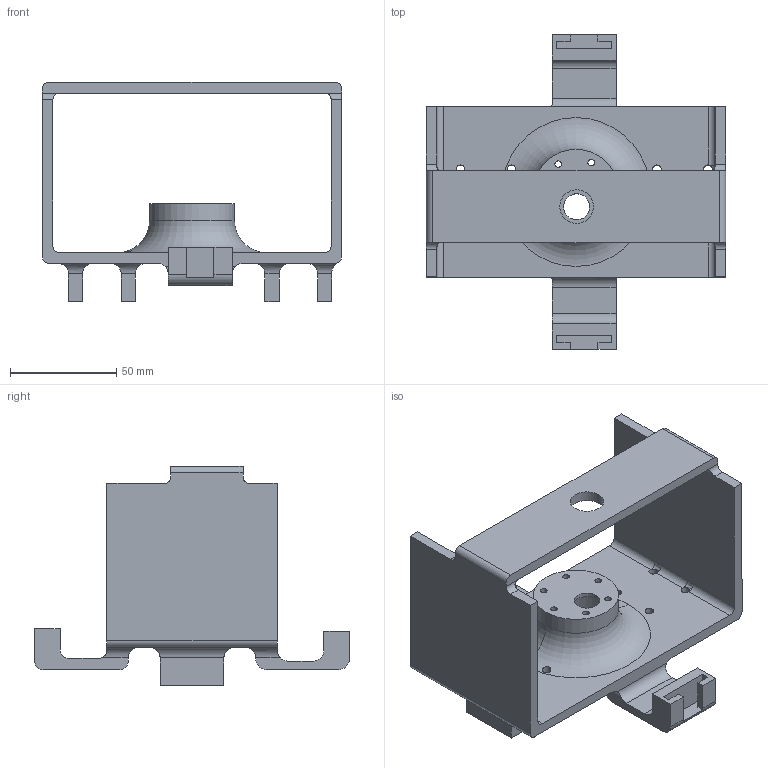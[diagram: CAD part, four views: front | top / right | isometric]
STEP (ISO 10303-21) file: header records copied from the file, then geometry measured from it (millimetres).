
FILE_DESCRIPTION (( 'STEP AP203' ), '1' );
FILE_NAME ('Unbalanced_CartV1 (2)_Default_sldprt.STEP', '2022-11-11T17:44:20', ( '' ), ( '' ), 'SwSTEP 2.0', 'SolidWorks 2022', '' );
FILE_SCHEMA (( 'CONFIG_CONTROL_DESIGN' ));
Length unit declared in the file: millimetre
Products named in the file (1): Unbalanced_CartV1 (2)_Default_sldprt
Bounding box: 140.74 x 148 x 103 mm (x, y, z)
Volume: 181748.8 mm3; surface area: 80709.5 mm2
Topology: 1 solids, 1 shells, 172 faces, 476 edges, 302 vertices
Faces by surface type: cylinder 82, plane 72, torus 10, bspline 8
Entity records: 6289 total; most frequent: CARTESIAN_POINT 1759, ORIENTED_EDGE 952, DIRECTION 924, EDGE_CURVE 476, AXIS2_PLACEMENT_3D 327, VERTEX_POINT 302, VECTOR 270, LINE 270
